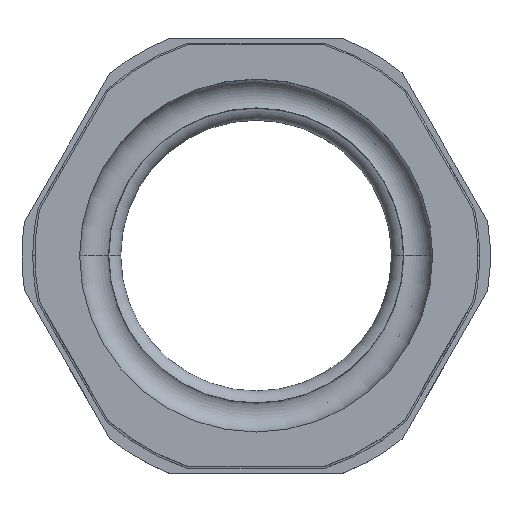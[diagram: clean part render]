
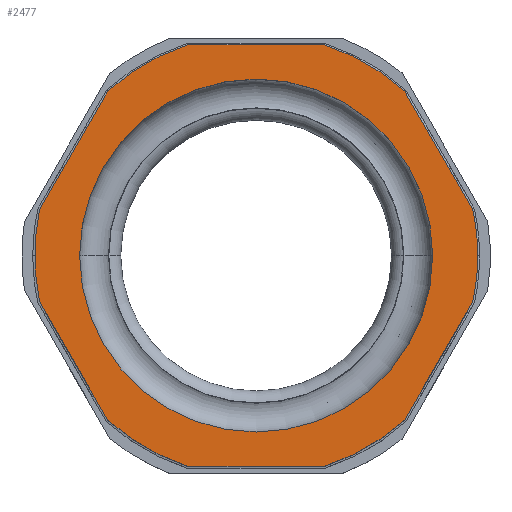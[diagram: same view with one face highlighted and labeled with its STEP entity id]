
A CAD part, top view. The second image highlights one B-rep face of the part: STEP entity #2477.
In plain terms, the highlighted planar face has unit normal (0, 0, 1).
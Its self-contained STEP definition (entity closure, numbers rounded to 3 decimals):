
#170 = LINE ( 'NONE', #171, #1318 ) ;
#171 = CARTESIAN_POINT ( 'NONE',  ( 16.887, 29.25, 47. ) ) ;
#172 = DIRECTION ( 'NONE',  ( -1., 0., 0. ) ) ;
#179 = LINE ( 'NONE', #180, #1321 ) ;
#180 = CARTESIAN_POINT ( 'NONE',  ( -16.887, 29.25, 47. ) ) ;
#181 = DIRECTION ( 'NONE',  ( -0.5, -0.866, 0. ) ) ;
#188 = LINE ( 'NONE', #189, #1324 ) ;
#189 = CARTESIAN_POINT ( 'NONE',  ( -33.775, 0., 47. ) ) ;
#190 = DIRECTION ( 'NONE',  ( 0.5, -0.866, 0. ) ) ;
#197 = LINE ( 'NONE', #198, #1328 ) ;
#198 = CARTESIAN_POINT ( 'NONE',  ( -16.887, -29.25, 47. ) ) ;
#199 = DIRECTION ( 'NONE',  ( 1., 0., 0. ) ) ;
#203 = LINE ( 'NONE', #204, #1330 ) ;
#204 = CARTESIAN_POINT ( 'NONE',  ( 16.887, -29.25, 47. ) ) ;
#205 = DIRECTION ( 'NONE',  ( 0.5, 0.866, 0. ) ) ;
#313 = AXIS2_PLACEMENT_3D ( 'NONE', #1051, #1052, #1053 ) ;
#317 = AXIS2_PLACEMENT_3D ( 'NONE', #1048, #1049, #1050 ) ;
#318 = AXIS2_PLACEMENT_3D ( 'NONE', #1036, #1046, #1047 ) ;
#321 = AXIS2_PLACEMENT_3D ( 'NONE', #1054, #1055, #1056 ) ;
#322 = VECTOR ( 'NONE', #1045, 1000. ) ;
#392 = EDGE_CURVE ( 'NONE', #1582, #1581, #415, .T. ) ;
#411 = CIRCLE ( 'NONE', #1705, 30.75 ) ;
#415 = CIRCLE ( 'NONE', #1698, 30.75 ) ;
#417 = EDGE_CURVE ( 'NONE', #2277, #1580, #411, .T. ) ;
#487 = EDGE_CURVE ( 'NONE', #1584, #1583, #1197, .T. ) ;
#610 = CARTESIAN_POINT ( 'NONE',  ( 0., 0., 47. ) ) ;
#611 = DIRECTION ( 'NONE',  ( 0., 0., 1. ) ) ;
#612 = DIRECTION ( 'NONE',  ( 1., 0., 0. ) ) ;
#672 = CARTESIAN_POINT ( 'NONE',  ( 20.588, 22.841, 47. ) ) ;
#673 = CARTESIAN_POINT ( 'NONE',  ( 30.075, 6.409, 47. ) ) ;
#674 = CARTESIAN_POINT ( 'NONE',  ( 20.588, -22.841, 47. ) ) ;
#675 = CARTESIAN_POINT ( 'NONE',  ( 9.487, -29.25, 47. ) ) ;
#676 = CARTESIAN_POINT ( 'NONE',  ( -9.487, -29.25, 47. ) ) ;
#677 = CARTESIAN_POINT ( 'NONE',  ( -20.588, -22.841, 47. ) ) ;
#678 = CARTESIAN_POINT ( 'NONE',  ( -30.075, -6.409, 47. ) ) ;
#679 = CARTESIAN_POINT ( 'NONE',  ( -30.075, 6.409, 47. ) ) ;
#680 = CARTESIAN_POINT ( 'NONE',  ( -20.588, 22.841, 47. ) ) ;
#681 = CARTESIAN_POINT ( 'NONE',  ( -9.487, 29.25, 47. ) ) ;
#682 = CARTESIAN_POINT ( 'NONE',  ( 9.487, 29.25, 47. ) ) ;
#758 = CARTESIAN_POINT ( 'NONE',  ( 30.075, -6.409, 47. ) ) ;
#759 = CARTESIAN_POINT ( 'NONE',  ( 30.75, 0., 47. ) ) ;
#762 = CARTESIAN_POINT ( 'NONE',  ( 24.5, 0., 47. ) ) ;
#763 = CARTESIAN_POINT ( 'NONE',  ( -24.5, 0., 47. ) ) ;
#852 = CARTESIAN_POINT ( 'NONE',  ( 0., 0., 47. ) ) ;
#859 = DIRECTION ( 'NONE',  ( 0., 0., 1. ) ) ;
#860 = DIRECTION ( 'NONE',  ( 1., 0., 0. ) ) ;
#903 = CARTESIAN_POINT ( 'NONE',  ( 0., 0., 47. ) ) ;
#904 = DIRECTION ( 'NONE',  ( 0., 0., 1. ) ) ;
#905 = DIRECTION ( 'NONE',  ( 1., 0., 0. ) ) ;
#917 = PLANE ( 'NONE',  #1391 ) ;
#918 = CARTESIAN_POINT ( 'NONE',  ( 0., 0., 47. ) ) ;
#919 = DIRECTION ( 'NONE',  ( 0., 0., 1. ) ) ;
#920 = DIRECTION ( 'NONE',  ( 1., 0., 0. ) ) ;
#1036 = CARTESIAN_POINT ( 'NONE',  ( 0., 0., 47. ) ) ;
#1043 = LINE ( 'NONE', #1044, #322 ) ;
#1044 = CARTESIAN_POINT ( 'NONE',  ( 33.775, 0., 47. ) ) ;
#1045 = DIRECTION ( 'NONE',  ( -0.5, 0.866, 0. ) ) ;
#1046 = DIRECTION ( 'NONE',  ( 0., 0., 1. ) ) ;
#1047 = DIRECTION ( 'NONE',  ( 1., 0., 0. ) ) ;
#1048 = CARTESIAN_POINT ( 'NONE',  ( 0., 0., 47. ) ) ;
#1049 = DIRECTION ( 'NONE',  ( 0., 0., 1. ) ) ;
#1050 = DIRECTION ( 'NONE',  ( 1., 0., 0. ) ) ;
#1051 = CARTESIAN_POINT ( 'NONE',  ( 0., 0., 47. ) ) ;
#1052 = DIRECTION ( 'NONE',  ( 0., 0., 1. ) ) ;
#1053 = DIRECTION ( 'NONE',  ( 1., 0., 0. ) ) ;
#1054 = CARTESIAN_POINT ( 'NONE',  ( 0., 0., 47. ) ) ;
#1055 = DIRECTION ( 'NONE',  ( 0., 0., 1. ) ) ;
#1056 = DIRECTION ( 'NONE',  ( 1., 0., 0. ) ) ;
#1146 = CIRCLE ( 'NONE', #1377, 30.75 ) ;
#1158 = CIRCLE ( 'NONE', #1363, 24.5 ) ;
#1197 = CIRCLE ( 'NONE', #1288, 30.75 ) ;
#1288 = AXIS2_PLACEMENT_3D ( 'NONE', #610, #611, #612 ) ;
#1318 = VECTOR ( 'NONE', #172, 1000. ) ;
#1321 = VECTOR ( 'NONE', #181, 1000. ) ;
#1324 = VECTOR ( 'NONE', #190, 1000. ) ;
#1328 = VECTOR ( 'NONE', #199, 1000. ) ;
#1330 = VECTOR ( 'NONE', #205, 1000. ) ;
#1363 = AXIS2_PLACEMENT_3D ( 'NONE', #852, #859, #860 ) ;
#1377 = AXIS2_PLACEMENT_3D ( 'NONE', #903, #904, #905 ) ;
#1385 = FACE_BOUND ( 'NONE', #2198, .T. ) ;
#1388 = FACE_OUTER_BOUND ( 'NONE', #2199, .T. ) ;
#1391 = AXIS2_PLACEMENT_3D ( 'NONE', #918, #919, #920 ) ;
#1579 = VERTEX_POINT ( 'NONE', #672 ) ;
#1580 = VERTEX_POINT ( 'NONE', #673 ) ;
#1581 = VERTEX_POINT ( 'NONE', #674 ) ;
#1582 = VERTEX_POINT ( 'NONE', #675 ) ;
#1583 = VERTEX_POINT ( 'NONE', #676 ) ;
#1584 = VERTEX_POINT ( 'NONE', #677 ) ;
#1585 = VERTEX_POINT ( 'NONE', #678 ) ;
#1586 = VERTEX_POINT ( 'NONE', #679 ) ;
#1587 = VERTEX_POINT ( 'NONE', #680 ) ;
#1588 = VERTEX_POINT ( 'NONE', #681 ) ;
#1589 = VERTEX_POINT ( 'NONE', #682 ) ;
#1638 = ORIENTED_EDGE ( 'NONE', *, *, #2518, .T. ) ;
#1639 = ORIENTED_EDGE ( 'NONE', *, *, #2517, .T. ) ;
#1640 = ORIENTED_EDGE ( 'NONE', *, *, #2458, .F. ) ;
#1641 = ORIENTED_EDGE ( 'NONE', *, *, #2410, .T. ) ;
#1642 = ORIENTED_EDGE ( 'NONE', *, *, #2515, .T. ) ;
#1644 = ORIENTED_EDGE ( 'NONE', *, *, #2516, .F. ) ;
#1698 = AXIS2_PLACEMENT_3D ( 'NONE', #1919, #1920, #1921 ) ;
#1705 = AXIS2_PLACEMENT_3D ( 'NONE', #1942, #1943, #1944 ) ;
#1753 = CIRCLE ( 'NONE', #321, 30.75 ) ;
#1754 = CIRCLE ( 'NONE', #313, 30.75 ) ;
#1755 = CIRCLE ( 'NONE', #317, 30.75 ) ;
#1756 = CIRCLE ( 'NONE', #318, 24.5 ) ;
#1909 = ORIENTED_EDGE ( 'NONE', *, *, #2421, .T. ) ;
#1910 = ORIENTED_EDGE ( 'NONE', *, *, #417, .T. ) ;
#1911 = ORIENTED_EDGE ( 'NONE', *, *, #2473, .T. ) ;
#1919 = CARTESIAN_POINT ( 'NONE',  ( 0., 0., 47. ) ) ;
#1920 = DIRECTION ( 'NONE',  ( 0., 0., 1. ) ) ;
#1921 = DIRECTION ( 'NONE',  ( 1., 0., 0. ) ) ;
#1942 = CARTESIAN_POINT ( 'NONE',  ( 0., 0., 47. ) ) ;
#1943 = DIRECTION ( 'NONE',  ( 0., 0., 1. ) ) ;
#1944 = DIRECTION ( 'NONE',  ( 1., 0., 0. ) ) ;
#2198 = EDGE_LOOP ( 'NONE', ( #1644, #1640 ) ) ;
#2199 = EDGE_LOOP ( 'NONE', ( #1642, #1639, #1641, #1638, #2256, #2255, #2254, #2253, #2252, #2251, #1909, #1911, #1910 ) ) ;
#2251 = ORIENTED_EDGE ( 'NONE', *, *, #392, .T. ) ;
#2252 = ORIENTED_EDGE ( 'NONE', *, *, #2419, .T. ) ;
#2253 = ORIENTED_EDGE ( 'NONE', *, *, #487, .T. ) ;
#2254 = ORIENTED_EDGE ( 'NONE', *, *, #2416, .T. ) ;
#2255 = ORIENTED_EDGE ( 'NONE', *, *, #2519, .T. ) ;
#2256 = ORIENTED_EDGE ( 'NONE', *, *, #2413, .T. ) ;
#2276 = VERTEX_POINT ( 'NONE', #758 ) ;
#2277 = VERTEX_POINT ( 'NONE', #759 ) ;
#2280 = VERTEX_POINT ( 'NONE', #762 ) ;
#2281 = VERTEX_POINT ( 'NONE', #763 ) ;
#2410 = EDGE_CURVE ( 'NONE', #1589, #1588, #170, .T. ) ;
#2413 = EDGE_CURVE ( 'NONE', #1587, #1586, #179, .T. ) ;
#2416 = EDGE_CURVE ( 'NONE', #1585, #1584, #188, .T. ) ;
#2419 = EDGE_CURVE ( 'NONE', #1583, #1582, #197, .T. ) ;
#2421 = EDGE_CURVE ( 'NONE', #1581, #2276, #203, .T. ) ;
#2458 = EDGE_CURVE ( 'NONE', #2281, #2280, #1158, .T. ) ;
#2473 = EDGE_CURVE ( 'NONE', #2276, #2277, #1146, .T. ) ;
#2477 = ADVANCED_FACE ( 'NONE', ( #1385, #1388 ), #917, .T. ) ;
#2515 = EDGE_CURVE ( 'NONE', #1580, #1579, #1043, .T. ) ;
#2516 = EDGE_CURVE ( 'NONE', #2280, #2281, #1756, .T. ) ;
#2517 = EDGE_CURVE ( 'NONE', #1579, #1589, #1755, .T. ) ;
#2518 = EDGE_CURVE ( 'NONE', #1588, #1587, #1754, .T. ) ;
#2519 = EDGE_CURVE ( 'NONE', #1586, #1585, #1753, .T. ) ;
